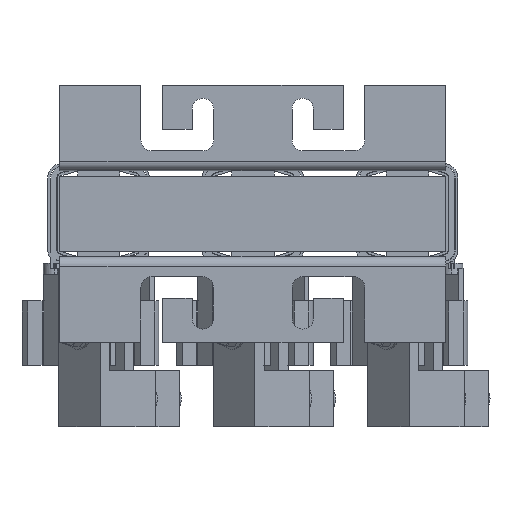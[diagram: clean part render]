
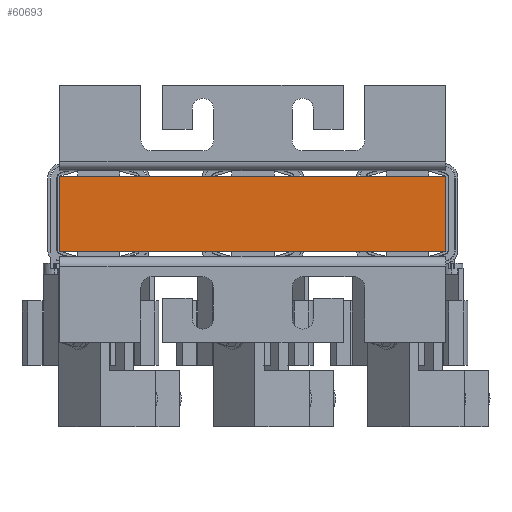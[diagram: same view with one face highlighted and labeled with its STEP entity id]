
A CAD part, front view. The second image highlights one B-rep face of the part: STEP entity #60693.
In plain terms, the highlighted planar face has unit normal (0, -1, 0).
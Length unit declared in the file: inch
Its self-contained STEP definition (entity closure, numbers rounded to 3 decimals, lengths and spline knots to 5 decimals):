
#697 = VECTOR ( 'NONE', #27847, 39.37008 ) ;
#2173 = VERTEX_POINT ( 'NONE', #6852 ) ;
#2282 = VERTEX_POINT ( 'NONE', #133000 ) ;
#5796 = CARTESIAN_POINT ( 'NONE',  ( 7.71526, -0.95864, 0. ) ) ;
#6852 = CARTESIAN_POINT ( 'NONE',  ( 7.71526, -0.95864, -0.875 ) ) ;
#13757 = DIRECTION ( 'NONE',  ( 1., 0., 0. ) ) ;
#17875 = EDGE_CURVE ( 'NONE', #73655, #2173, #128590, .T. ) ;
#24700 = VECTOR ( 'NONE', #28707, 39.37008 ) ;
#27847 = DIRECTION ( 'NONE',  ( 0., 0., -1. ) ) ;
#28707 = DIRECTION ( 'NONE',  ( 0., 0., -1. ) ) ;
#31322 = EDGE_LOOP ( 'NONE', ( #99179, #61377, #43470, #67433 ) ) ;
#34322 = LINE ( 'NONE', #86468, #36004 ) ;
#36004 = VECTOR ( 'NONE', #13757, 39.37008 ) ;
#36035 = LINE ( 'NONE', #89354, #697 ) ;
#37247 = DIRECTION ( 'NONE',  ( 1., 0., 0. ) ) ;
#43470 = ORIENTED_EDGE ( 'NONE', *, *, #93489, .F. ) ;
#47030 = EDGE_CURVE ( 'NONE', #2282, #73655, #103594, .T. ) ;
#47747 = CARTESIAN_POINT ( 'NONE',  ( 7.71526, -0.95864, -0.875 ) ) ;
#49110 = DIRECTION ( 'NONE',  ( 1., 0., 0. ) ) ;
#60185 = CARTESIAN_POINT ( 'NONE',  ( -1.28474, -0.95864, 0. ) ) ;
#60693 = ADVANCED_FACE ( 'NONE', ( #70075 ), #85775, .T. ) ;
#61377 = ORIENTED_EDGE ( 'NONE', *, *, #128894, .F. ) ;
#64846 = AXIS2_PLACEMENT_3D ( 'NONE', #5796, #119394, #37247 ) ;
#67433 = ORIENTED_EDGE ( 'NONE', *, *, #47030, .T. ) ;
#70075 = FACE_OUTER_BOUND ( 'NONE', #31322, .T. ) ;
#73655 = VERTEX_POINT ( 'NONE', #84293 ) ;
#84293 = CARTESIAN_POINT ( 'NONE',  ( -1.28474, -0.95864, -0.875 ) ) ;
#85775 = PLANE ( 'NONE',  #64846 ) ;
#86468 = CARTESIAN_POINT ( 'NONE',  ( 3.21526, -0.95864, 0.875 ) ) ;
#89354 = CARTESIAN_POINT ( 'NONE',  ( 7.71526, -0.95864, 0. ) ) ;
#89983 = CARTESIAN_POINT ( 'NONE',  ( 7.71526, -0.95864, 0.875 ) ) ;
#93489 = EDGE_CURVE ( 'NONE', #2282, #127018, #34322, .T. ) ;
#99179 = ORIENTED_EDGE ( 'NONE', *, *, #17875, .T. ) ;
#103594 = LINE ( 'NONE', #60185, #24700 ) ;
#109226 = VECTOR ( 'NONE', #49110, 39.37008 ) ;
#119394 = DIRECTION ( 'NONE',  ( 0., -1., 0. ) ) ;
#127018 = VERTEX_POINT ( 'NONE', #89983 ) ;
#128590 = LINE ( 'NONE', #47747, #109226 ) ;
#128894 = EDGE_CURVE ( 'NONE', #127018, #2173, #36035, .T. ) ;
#133000 = CARTESIAN_POINT ( 'NONE',  ( -1.28474, -0.95864, 0.875 ) ) ;
